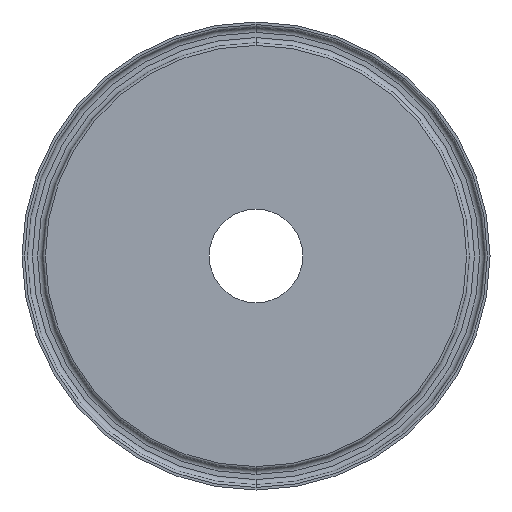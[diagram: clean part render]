
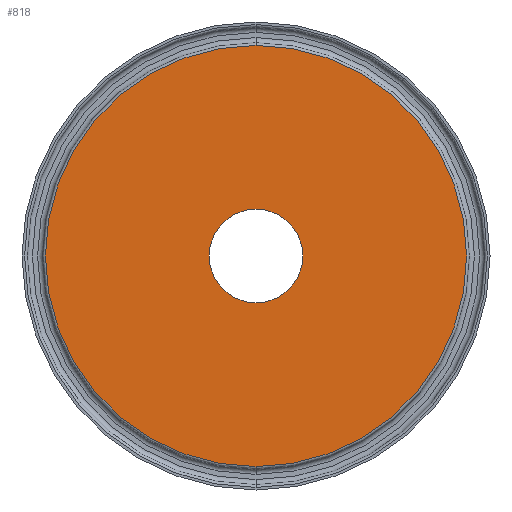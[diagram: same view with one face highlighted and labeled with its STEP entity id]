
A CAD part, front view. The second image highlights one B-rep face of the part: STEP entity #818.
In plain terms, the highlighted planar face has unit normal (0, -1, 0).
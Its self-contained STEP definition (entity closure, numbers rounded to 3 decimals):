
#20 = EDGE_CURVE ( 'NONE', #1427, #25, #54, .T. ) ;
#25 = VERTEX_POINT ( 'NONE', #1216 ) ;
#54 = CIRCLE ( 'NONE', #306, 9. ) ;
#108 = DIRECTION ( 'NONE',  ( 0., -1., 0. ) ) ;
#140 = DIRECTION ( 'NONE',  ( 0., 1., 0. ) ) ;
#157 = DIRECTION ( 'NONE',  ( 0., 0., 1. ) ) ;
#180 = FACE_OUTER_BOUND ( 'NONE', #793, .T. ) ;
#256 = DIRECTION ( 'NONE',  ( 0., 0., 1. ) ) ;
#257 = AXIS2_PLACEMENT_3D ( 'NONE', #1340, #1608, #720 ) ;
#290 = AXIS2_PLACEMENT_3D ( 'NONE', #663, #108, #256 ) ;
#301 = FACE_BOUND ( 'NONE', #1560, .T. ) ;
#306 = AXIS2_PLACEMENT_3D ( 'NONE', #1245, #987, #714 ) ;
#341 = CIRCLE ( 'NONE', #971, 9. ) ;
#381 = CARTESIAN_POINT ( 'NONE',  ( 0., 0., 0. ) ) ;
#555 = CARTESIAN_POINT ( 'NONE',  ( 0., 0., 40.5 ) ) ;
#568 = EDGE_CURVE ( 'NONE', #1208, #807, #1449, .T. ) ;
#614 = CARTESIAN_POINT ( 'NONE',  ( 0., 0., 0. ) ) ;
#663 = CARTESIAN_POINT ( 'NONE',  ( 0., 0., 0. ) ) ;
#670 = ORIENTED_EDGE ( 'NONE', *, *, #1161, .T. ) ;
#688 = CIRCLE ( 'NONE', #290, 40.5 ) ;
#714 = DIRECTION ( 'NONE',  ( 0., 0., 1. ) ) ;
#720 = DIRECTION ( 'NONE',  ( 0., 0., 1. ) ) ;
#725 = AXIS2_PLACEMENT_3D ( 'NONE', #614, #1660, #1130 ) ;
#793 = EDGE_LOOP ( 'NONE', ( #1444, #1371 ) ) ;
#807 = VERTEX_POINT ( 'NONE', #836 ) ;
#818 = ADVANCED_FACE ( 'NONE', ( #180, #301 ), #1100, .F. ) ;
#836 = CARTESIAN_POINT ( 'NONE',  ( 0., 0., -40.5 ) ) ;
#936 = ORIENTED_EDGE ( 'NONE', *, *, #20, .T. ) ;
#971 = AXIS2_PLACEMENT_3D ( 'NONE', #381, #140, #157 ) ;
#987 = DIRECTION ( 'NONE',  ( 0., 1., 0. ) ) ;
#1100 = PLANE ( 'NONE',  #257 ) ;
#1130 = DIRECTION ( 'NONE',  ( 0., 0., 1. ) ) ;
#1161 = EDGE_CURVE ( 'NONE', #25, #1427, #341, .T. ) ;
#1203 = CARTESIAN_POINT ( 'NONE',  ( 0., 0., -9. ) ) ;
#1208 = VERTEX_POINT ( 'NONE', #555 ) ;
#1216 = CARTESIAN_POINT ( 'NONE',  ( 0., 0., 9. ) ) ;
#1245 = CARTESIAN_POINT ( 'NONE',  ( 0., 0., 0. ) ) ;
#1340 = CARTESIAN_POINT ( 'NONE',  ( 0., 0., 0. ) ) ;
#1371 = ORIENTED_EDGE ( 'NONE', *, *, #1638, .T. ) ;
#1427 = VERTEX_POINT ( 'NONE', #1203 ) ;
#1444 = ORIENTED_EDGE ( 'NONE', *, *, #568, .T. ) ;
#1449 = CIRCLE ( 'NONE', #725, 40.5 ) ;
#1560 = EDGE_LOOP ( 'NONE', ( #670, #936 ) ) ;
#1608 = DIRECTION ( 'NONE',  ( 0., 1., 0. ) ) ;
#1638 = EDGE_CURVE ( 'NONE', #807, #1208, #688, .T. ) ;
#1660 = DIRECTION ( 'NONE',  ( 0., -1., 0. ) ) ;
